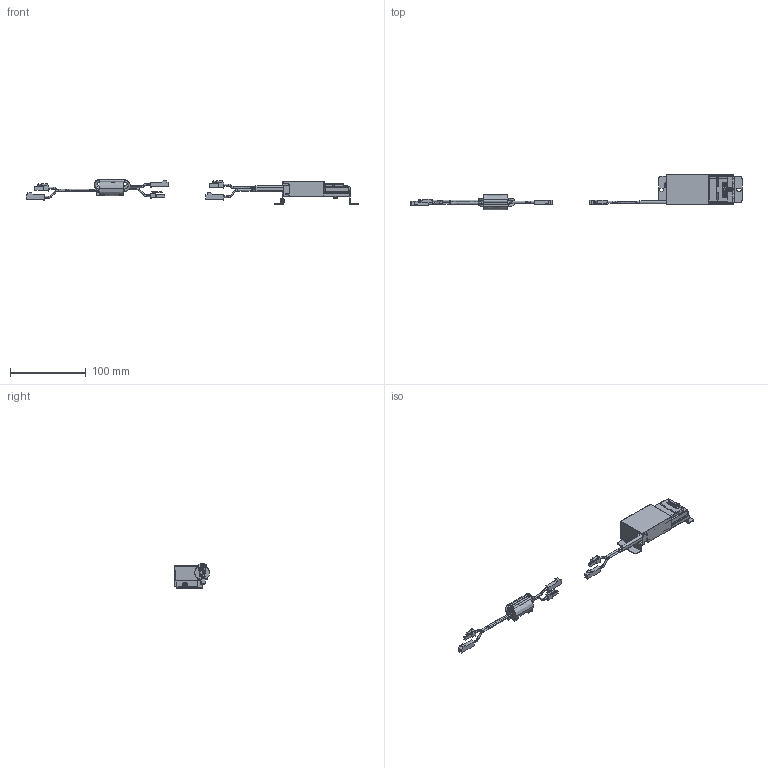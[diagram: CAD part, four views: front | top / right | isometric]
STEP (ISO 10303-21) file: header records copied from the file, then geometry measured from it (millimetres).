
FILE_DESCRIPTION((''),'2;1');
FILE_NAME('','2009-09-17T14:20:13',(''),(''),'','CADfix','');
FILE_SCHEMA(('AUTOMOTIVE_DESIGN { 1 0 10303 214 1 1 1 1 }'));
Length unit declared in the file: millimetre
Bounding box: 437.69 x 46.25 x 32.88 mm (x, y, z)
Volume: 41385.9 mm3; surface area: 45662.3 mm2
Topology: 17 solids, 17 shells, 788 faces, 2234 edges, 1484 vertices
Faces by surface type: bspline 788
Entity records: 28282 total; most frequent: CARTESIAN_POINT 15397, ORIENTED_EDGE 4468, EDGE_CURVE 2234, VERTEX_POINT 1484, QUASI_UNIFORM_CURVE 1361, EDGE_LOOP 822, FACE_OUTER_BOUND 788, ADVANCED_FACE 788
